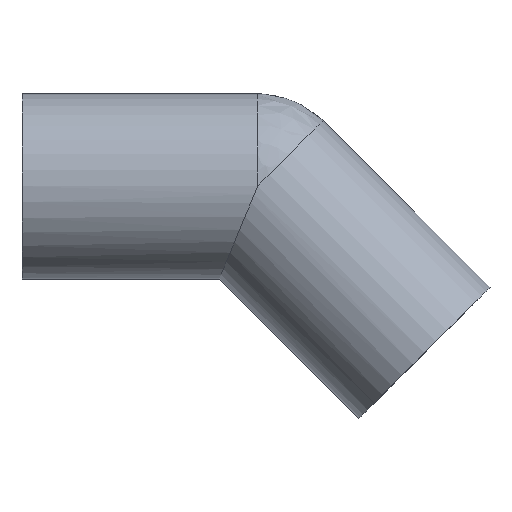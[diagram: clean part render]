
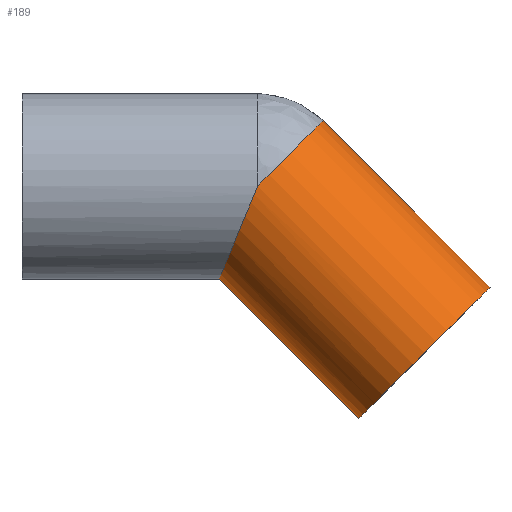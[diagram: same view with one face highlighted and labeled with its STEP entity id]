
A CAD part, top view. The second image highlights one B-rep face of the part: STEP entity #189.
In plain terms, the highlighted cylindrical face has radius 31.5 mm (diameter 63 mm), a partial arc.
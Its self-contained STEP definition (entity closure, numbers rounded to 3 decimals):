
#87 = EDGE_CURVE( '', #157, #167, #221, .T. );
#101 = EDGE_CURVE( '', #159, #121, #235, .T. );
#105 = EDGE_CURVE( '', #151, #159, #239, .T. );
#121 = VERTEX_POINT( '', #258 );
#151 = VERTEX_POINT( '', #295 );
#157 = VERTEX_POINT( '', #301 );
#159 = VERTEX_POINT( '', #303 );
#167 = VERTEX_POINT( '', #311 );
#175 = EDGE_CURVE( '', #121, #167, #320, .T. );
#189 = ADVANCED_FACE( '', ( #334 ), #335, .T. );
#199 = EDGE_CURVE( '', #151, #157, #347, .T. );
#221 = CIRCLE( '', #362, 31.5 );
#235 = CIRCLE( '', #384, 31.5 );
#239 = LINE( '', #390, #391 );
#258 = CARTESIAN_POINT( '', ( 158.842, -34.295, 0. ) );
#295 = CARTESIAN_POINT( '', ( 66.952, -31.5, 0. ) );
#301 = CARTESIAN_POINT( '', ( 80., 0., 31.5 ) );
#303 = CARTESIAN_POINT( '', ( 114.295, -78.842, 0. ) );
#311 = CARTESIAN_POINT( '', ( 102.274, 22.274, 0. ) );
#320 = LINE( '', #488, #489 );
#334 = FACE_OUTER_BOUND( '', #503, .T. );
#335 = CYLINDRICAL_SURFACE( '', #504, 31.5 );
#347 = ELLIPSE( '', #520, 34.095, 31.5 );
#362 = AXIS2_PLACEMENT_3D( '', #528, #529, #530 );
#384 = AXIS2_PLACEMENT_3D( '', #542, #543, #544 );
#390 = CARTESIAN_POINT( '', ( 86.01, -50.558, 0. ) );
#391 = VECTOR( '', #548, 1. );
#488 = CARTESIAN_POINT( '', ( 130.558, -6.01, 0. ) );
#489 = VECTOR( '', #657, 1. );
#503 = EDGE_LOOP( '', ( #663, #664, #665, #666, #667 ) );
#504 = AXIS2_PLACEMENT_3D( '', #668, #669, #670 );
#520 = AXIS2_PLACEMENT_3D( '', #692, #693, #694 );
#528 = CARTESIAN_POINT( '', ( 80., 0., 0. ) );
#529 = DIRECTION( '', ( -0.707, 0.707, 0. ) );
#530 = DIRECTION( '', ( 0.707, 0.707, 0. ) );
#542 = CARTESIAN_POINT( '', ( 136.569, -56.569, 0. ) );
#543 = DIRECTION( '', ( -0.707, 0.707, 0. ) );
#544 = DIRECTION( '', ( 0.707, 0.707, 0. ) );
#548 = DIRECTION( '', ( 0.707, -0.707, 0. ) );
#657 = DIRECTION( '', ( -0.707, 0.707, 0. ) );
#663 = ORIENTED_EDGE( '', *, *, #175, .T. );
#664 = ORIENTED_EDGE( '', *, *, #87, .F. );
#665 = ORIENTED_EDGE( '', *, *, #199, .F. );
#666 = ORIENTED_EDGE( '', *, *, #105, .T. );
#667 = ORIENTED_EDGE( '', *, *, #101, .T. );
#668 = CARTESIAN_POINT( '', ( 108.284, -28.284, 0. ) );
#669 = DIRECTION( '', ( 0.707, -0.707, 0. ) );
#670 = DIRECTION( '', ( 0.707, 0.707, 0. ) );
#692 = CARTESIAN_POINT( '', ( 80., 0., 0. ) );
#693 = DIRECTION( '', ( -0.924, 0.383, 0. ) );
#694 = DIRECTION( '', ( 0.383, 0.924, 0. ) );
